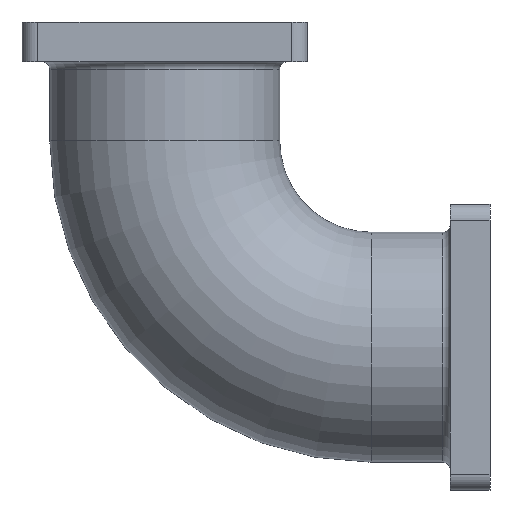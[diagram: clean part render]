
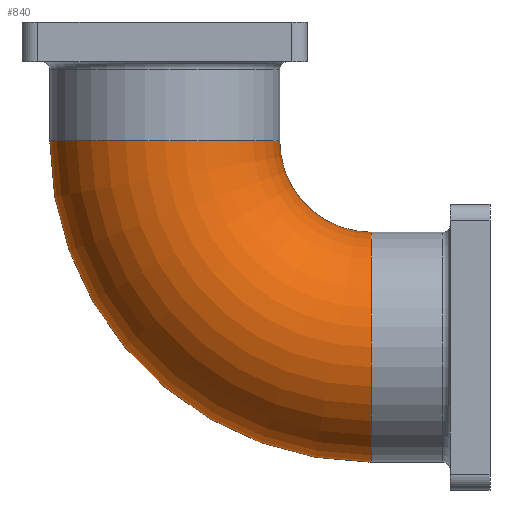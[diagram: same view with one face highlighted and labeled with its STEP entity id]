
A CAD part, front view. The second image highlights one B-rep face of the part: STEP entity #840.
In plain terms, the highlighted toroidal (fillet/blend) face has major radius 260 mm and minor radius 145 mm.
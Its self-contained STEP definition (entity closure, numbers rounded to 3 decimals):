
#795 = VERTEX_POINT('',#796);
#796 = CARTESIAN_POINT('',(145.,0.,260.));
#804 = EDGE_CURVE('',#795,#795,#805,.T.);
#805 = CIRCLE('',#806,145.);
#806 = AXIS2_PLACEMENT_3D('',#807,#808,#809);
#807 = CARTESIAN_POINT('',(0.,0.,260.));
#808 = DIRECTION('',(0.,0.,-1.));
#809 = DIRECTION('',(1.,0.,0.));
#840 = ADVANCED_FACE('',(#841),#861,.T.);
#841 = FACE_BOUND('',#842,.T.);
#842 = EDGE_LOOP('',(#843,#852,#859,#860));
#843 = ORIENTED_EDGE('',*,*,#844,.T.);
#844 = EDGE_CURVE('',#795,#845,#847,.T.);
#845 = VERTEX_POINT('',#846);
#846 = CARTESIAN_POINT('',(260.,0.,145.));
#847 = CIRCLE('',#848,115.);
#848 = AXIS2_PLACEMENT_3D('',#849,#850,#851);
#849 = CARTESIAN_POINT('',(260.,0.,260.));
#850 = DIRECTION('',(0.,-1.,0.));
#851 = DIRECTION('',(1.,0.,0.));
#852 = ORIENTED_EDGE('',*,*,#853,.T.);
#853 = EDGE_CURVE('',#845,#845,#854,.T.);
#854 = CIRCLE('',#855,145.);
#855 = AXIS2_PLACEMENT_3D('',#856,#857,#858);
#856 = CARTESIAN_POINT('',(260.,0.,0.));
#857 = DIRECTION('',(-1.,0.,0.));
#858 = DIRECTION('',(0.,0.,-1.));
#859 = ORIENTED_EDGE('',*,*,#844,.F.);
#860 = ORIENTED_EDGE('',*,*,#804,.T.);
#861 = TOROIDAL_SURFACE('',#862,260.,145.);
#862 = AXIS2_PLACEMENT_3D('',#863,#864,#865);
#863 = CARTESIAN_POINT('',(260.,0.,260.));
#864 = DIRECTION('',(0.,-1.,0.));
#865 = DIRECTION('',(1.,0.,0.));
